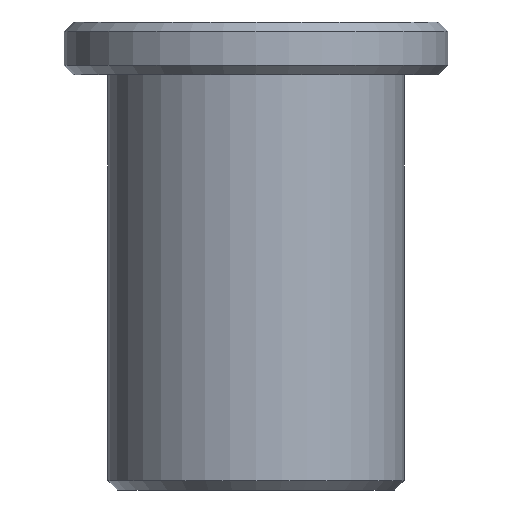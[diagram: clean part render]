
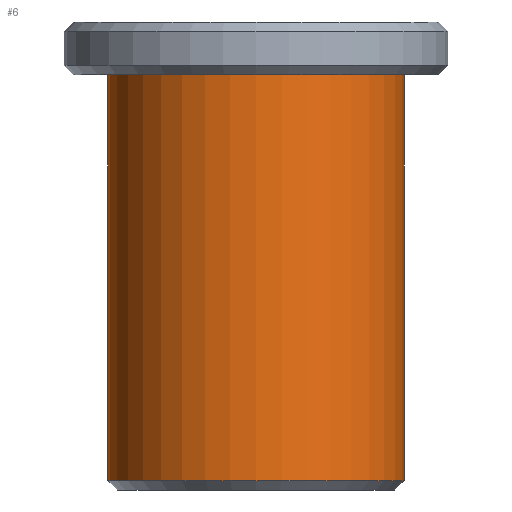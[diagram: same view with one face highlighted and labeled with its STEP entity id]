
A CAD part, front view. The second image highlights one B-rep face of the part: STEP entity #6.
In plain terms, the highlighted cylindrical face has radius 3.925 mm (diameter 7.85 mm), a partial arc.
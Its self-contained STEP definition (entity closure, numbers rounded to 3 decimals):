
#6 = ADVANCED_FACE ( 'NONE', ( #446 ), #448, .T. ) ;
#13 = LINE ( 'NONE', #218, #34 ) ;
#19 = VERTEX_POINT ( 'NONE', #283 ) ;
#34 = VECTOR ( 'NONE', #220, 1000. ) ;
#123 = DIRECTION ( 'NONE',  ( 1., 0., 0. ) ) ;
#124 = DIRECTION ( 'NONE',  ( 0., 0., 1. ) ) ;
#125 = CARTESIAN_POINT ( 'NONE',  ( 0., 0., 0. ) ) ;
#137 = EDGE_CURVE ( 'NONE', #19, #250, #466, .T. ) ;
#141 = CARTESIAN_POINT ( 'NONE',  ( 3.925, 0., 0. ) ) ;
#152 = CIRCLE ( 'NONE', #162, 3.925 ) ;
#162 = AXIS2_PLACEMENT_3D ( 'NONE', #125, #124, #123 ) ;
#173 = CARTESIAN_POINT ( 'NONE',  ( -3.925, 0., 0. ) ) ;
#187 = VECTOR ( 'NONE', #198, 1000. ) ;
#198 = DIRECTION ( 'NONE',  ( 0., 0., 1. ) ) ;
#210 = CARTESIAN_POINT ( 'NONE',  ( 3.925, 0., -10.75 ) ) ;
#218 = CARTESIAN_POINT ( 'NONE',  ( -3.925, 0., -11. ) ) ;
#220 = DIRECTION ( 'NONE',  ( 0., 0., 1. ) ) ;
#249 = EDGE_CURVE ( 'NONE', #19, #320, #13, .T. ) ;
#250 = VERTEX_POINT ( 'NONE', #210 ) ;
#260 = EDGE_CURVE ( 'NONE', #250, #389, #519, .T. ) ;
#283 = CARTESIAN_POINT ( 'NONE',  ( -3.925, 0., -10.75 ) ) ;
#320 = VERTEX_POINT ( 'NONE', #173 ) ;
#336 = DIRECTION ( 'NONE',  ( 0., 0., 1. ) ) ;
#338 = CARTESIAN_POINT ( 'NONE',  ( 0., 0., -11. ) ) ;
#339 = ORIENTED_EDGE ( 'NONE', *, *, #260, .T. ) ;
#343 = DIRECTION ( 'NONE',  ( 1., 0., 0. ) ) ;
#361 = CARTESIAN_POINT ( 'NONE',  ( 3.925, 0., -11. ) ) ;
#384 = EDGE_CURVE ( 'NONE', #320, #389, #152, .T. ) ;
#389 = VERTEX_POINT ( 'NONE', #141 ) ;
#409 = ORIENTED_EDGE ( 'NONE', *, *, #137, .T. ) ;
#410 = ORIENTED_EDGE ( 'NONE', *, *, #384, .F. ) ;
#418 = ORIENTED_EDGE ( 'NONE', *, *, #249, .F. ) ;
#433 = EDGE_LOOP ( 'NONE', ( #418, #409, #339, #410 ) ) ;
#442 = DIRECTION ( 'NONE',  ( 1., 0., 0. ) ) ;
#445 = DIRECTION ( 'NONE',  ( 0., 0., 1. ) ) ;
#446 = FACE_OUTER_BOUND ( 'NONE', #433, .T. ) ;
#447 = CARTESIAN_POINT ( 'NONE',  ( 0., 0., -10.75 ) ) ;
#448 = CYLINDRICAL_SURFACE ( 'NONE', #464, 3.925 ) ;
#464 = AXIS2_PLACEMENT_3D ( 'NONE', #338, #336, #343 ) ;
#466 = CIRCLE ( 'NONE', #502, 3.925 ) ;
#502 = AXIS2_PLACEMENT_3D ( 'NONE', #447, #445, #442 ) ;
#519 = LINE ( 'NONE', #361, #187 ) ;
